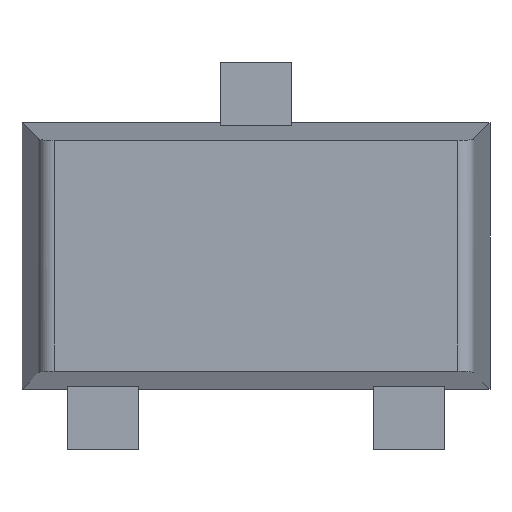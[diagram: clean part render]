
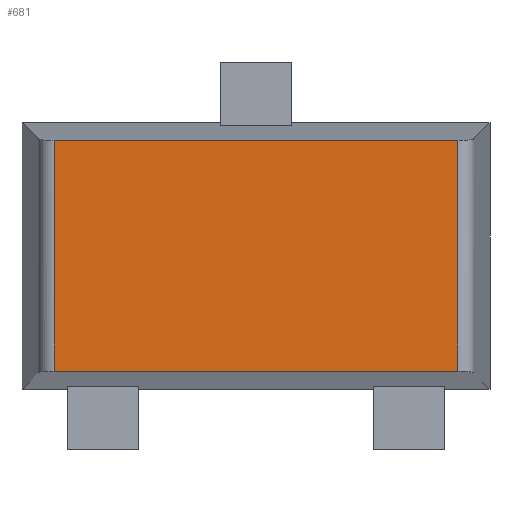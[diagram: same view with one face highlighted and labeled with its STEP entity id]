
A CAD part, top view. The second image highlights one B-rep face of the part: STEP entity #681.
In plain terms, the highlighted planar face has unit normal (0, 0, 1).
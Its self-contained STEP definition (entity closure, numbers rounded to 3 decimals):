
#121=ORIENTED_EDGE('',*,*,#265,.T.);
#122=ORIENTED_EDGE('',*,*,#266,.T.);
#123=ORIENTED_EDGE('',*,*,#267,.T.);
#124=ORIENTED_EDGE('',*,*,#268,.T.);
#265=EDGE_CURVE('',#343,#344,#415,.T.);
#266=EDGE_CURVE('',#344,#345,#416,.T.);
#267=EDGE_CURVE('',#345,#346,#417,.T.);
#268=EDGE_CURVE('',#346,#343,#418,.T.);
#343=VERTEX_POINT('',#1059);
#344=VERTEX_POINT('',#1060);
#345=VERTEX_POINT('',#1062);
#346=VERTEX_POINT('',#1064);
#415=LINE('',#1058,#501);
#416=LINE('',#1061,#502);
#417=LINE('',#1063,#503);
#418=LINE('',#1065,#504);
#501=VECTOR('',#877,1000.);
#502=VECTOR('',#878,1000.);
#503=VECTOR('',#879,1000.);
#504=VECTOR('',#880,1000.);
#569=EDGE_LOOP('',(#121,#122,#123,#124));
#607=FACE_BOUND('',#569,.T.);
#645=PLANE('',#770);
#681=ADVANCED_FACE('',(#607),#645,.F.);
#770=AXIS2_PLACEMENT_3D('',#1057,#875,#876);
#875=DIRECTION('',(0.,0.,-1.));
#876=DIRECTION('',(-1.,0.,0.));
#877=DIRECTION('',(1.,0.,0.));
#878=DIRECTION('',(0.,1.,0.));
#879=DIRECTION('',(-1.,0.,0.));
#880=DIRECTION('',(0.,-1.,0.));
#1057=CARTESIAN_POINT('',(0.,0.,0.91));
#1058=CARTESIAN_POINT('',(1.45,-0.714,0.91));
#1059=CARTESIAN_POINT('',(-1.251,-0.714,0.91));
#1060=CARTESIAN_POINT('',(1.251,-0.714,0.91));
#1061=CARTESIAN_POINT('',(1.251,0.714,0.91));
#1062=CARTESIAN_POINT('',(1.251,0.714,0.91));
#1063=CARTESIAN_POINT('',(-1.45,0.714,0.91));
#1064=CARTESIAN_POINT('',(-1.251,0.714,0.91));
#1065=CARTESIAN_POINT('',(-1.251,-0.714,0.91));
